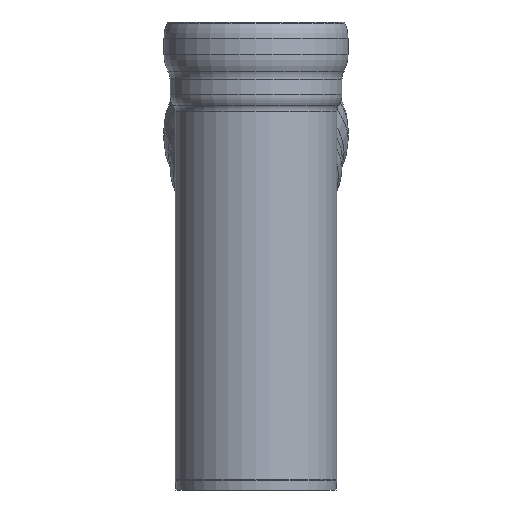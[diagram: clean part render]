
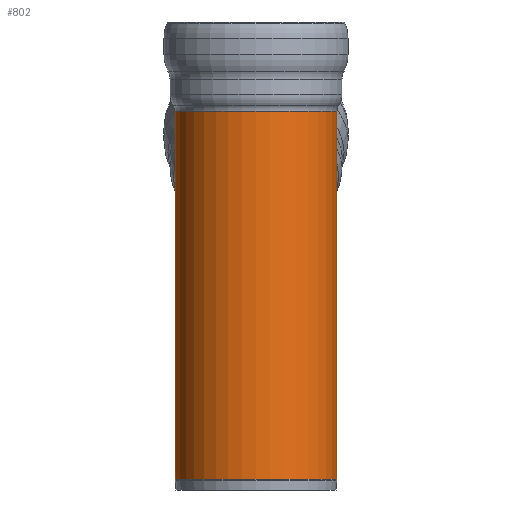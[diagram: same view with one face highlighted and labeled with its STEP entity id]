
A CAD part, left-side view. The second image highlights one B-rep face of the part: STEP entity #802.
In plain terms, the highlighted cylindrical face has radius 795 mm (diameter 1590 mm), a full revolution.
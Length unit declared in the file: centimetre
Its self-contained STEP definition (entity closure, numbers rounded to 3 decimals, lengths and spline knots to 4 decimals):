
#44=ELLIPSE('',#860,86.0502,79.5);
#45=ELLIPSE('',#861,207.7435,79.5);
#46=ELLIPSE('',#864,207.7435,79.5);
#47=ELLIPSE('',#865,86.0502,79.5);
#58=LINE('',#1363,#82);
#59=LINE('',#1369,#83);
#82=VECTOR('',#1028,79.5);
#83=VECTOR('',#1033,79.5);
#106=CYLINDRICAL_SURFACE('',#859,79.5);
#117=FACE_OUTER_BOUND('',#164,.T.);
#164=EDGE_LOOP('',(#525,#526,#527,#528,#529,#530,#531,#532,#533,#534,#535,
#536));
#215=CIRCLE('',#856,79.5);
#216=CIRCLE('',#857,79.5);
#218=CIRCLE('',#862,79.5);
#219=CIRCLE('',#863,79.5);
#307=VERTEX_POINT('',#1355);
#308=VERTEX_POINT('',#1357);
#309=VERTEX_POINT('',#1362);
#310=VERTEX_POINT('',#1364);
#311=VERTEX_POINT('',#1366);
#312=VERTEX_POINT('',#1368);
#313=VERTEX_POINT('',#1370);
#314=VERTEX_POINT('',#1373);
#391=EDGE_CURVE('',#307,#308,#215,.T.);
#392=EDGE_CURVE('',#308,#307,#216,.T.);
#394=EDGE_CURVE('',#308,#309,#58,.T.);
#395=EDGE_CURVE('',#309,#310,#44,.T.);
#396=EDGE_CURVE('',#310,#311,#45,.T.);
#397=EDGE_CURVE('',#311,#312,#59,.T.);
#398=EDGE_CURVE('',#312,#313,#218,.T.);
#399=EDGE_CURVE('',#313,#312,#219,.T.);
#400=EDGE_CURVE('',#311,#314,#46,.T.);
#401=EDGE_CURVE('',#314,#309,#47,.T.);
#525=ORIENTED_EDGE('',*,*,#391,.F.);
#526=ORIENTED_EDGE('',*,*,#392,.F.);
#527=ORIENTED_EDGE('',*,*,#394,.T.);
#528=ORIENTED_EDGE('',*,*,#395,.T.);
#529=ORIENTED_EDGE('',*,*,#396,.T.);
#530=ORIENTED_EDGE('',*,*,#397,.T.);
#531=ORIENTED_EDGE('',*,*,#398,.T.);
#532=ORIENTED_EDGE('',*,*,#399,.T.);
#533=ORIENTED_EDGE('',*,*,#397,.F.);
#534=ORIENTED_EDGE('',*,*,#400,.T.);
#535=ORIENTED_EDGE('',*,*,#401,.T.);
#536=ORIENTED_EDGE('',*,*,#394,.F.);
#802=ADVANCED_FACE('',(#117),#106,.T.);
#856=AXIS2_PLACEMENT_3D('',#1358,#1020,#1021);
#857=AXIS2_PLACEMENT_3D('',#1359,#1022,#1023);
#859=AXIS2_PLACEMENT_3D('',#1361,#1026,#1027);
#860=AXIS2_PLACEMENT_3D('',#1365,#1029,#1030);
#861=AXIS2_PLACEMENT_3D('',#1367,#1031,#1032);
#862=AXIS2_PLACEMENT_3D('',#1371,#1034,#1035);
#863=AXIS2_PLACEMENT_3D('',#1372,#1036,#1037);
#864=AXIS2_PLACEMENT_3D('',#1374,#1038,#1039);
#865=AXIS2_PLACEMENT_3D('',#1375,#1040,#1041);
#1020=DIRECTION('center_axis',(0.,0.,-1.));
#1021=DIRECTION('ref_axis',(1.,0.,0.));
#1022=DIRECTION('center_axis',(0.,0.,-1.));
#1023=DIRECTION('ref_axis',(1.,0.,0.));
#1026=DIRECTION('center_axis',(0.,0.,-1.));
#1027=DIRECTION('ref_axis',(-1.,0.,0.));
#1028=DIRECTION('',(0.,0.,1.));
#1029=DIRECTION('center_axis',(-0.383,0.,
-0.924));
#1030=DIRECTION('ref_axis',(-0.924,0.,0.383));
#1031=DIRECTION('center_axis',(-0.924,0.,
0.383));
#1032=DIRECTION('ref_axis',(-0.383,0.,-0.924));
#1033=DIRECTION('',(0.,0.,1.));
#1034=DIRECTION('center_axis',(0.,0.,-1.));
#1035=DIRECTION('ref_axis',(1.,0.,0.));
#1036=DIRECTION('center_axis',(0.,0.,-1.));
#1037=DIRECTION('ref_axis',(1.,0.,0.));
#1038=DIRECTION('center_axis',(-0.924,0.,
0.383));
#1039=DIRECTION('ref_axis',(-0.383,0.,-0.924));
#1040=DIRECTION('center_axis',(-0.383,0.,
-0.924));
#1041=DIRECTION('ref_axis',(-0.924,0.,0.383));
#1355=CARTESIAN_POINT('',(1225.5899,397.8951,-197.0634));
#1357=CARTESIAN_POINT('',(1305.0899,477.3951,-197.0634));
#1358=CARTESIAN_POINT('Origin',(1225.5899,477.3951,-197.0634));
#1359=CARTESIAN_POINT('Origin',(1225.5899,477.3951,-197.0634));
#1361=CARTESIAN_POINT('Origin',(1225.5899,477.3951,-16.3185));
#1362=CARTESIAN_POINT('',(1305.0899,477.3951,-100.43));
#1363=CARTESIAN_POINT('',(1305.0899,477.3951,-16.3185));
#1364=CARTESIAN_POINT('',(1225.5899,397.8951,-67.5));
#1365=CARTESIAN_POINT('Origin',(1225.5899,477.3951,-67.5));
#1366=CARTESIAN_POINT('',(1305.0899,477.3951,124.43));
#1367=CARTESIAN_POINT('Origin',(1225.5899,477.3951,-67.5));
#1368=CARTESIAN_POINT('',(1305.0899,477.3951,164.9723));
#1369=CARTESIAN_POINT('',(1305.0899,477.3951,-16.3185));
#1370=CARTESIAN_POINT('',(1225.5899,397.8951,164.9723));
#1371=CARTESIAN_POINT('Origin',(1225.5899,477.3951,164.9723));
#1372=CARTESIAN_POINT('Origin',(1225.5899,477.3951,164.9723));
#1373=CARTESIAN_POINT('',(1225.5899,556.8951,-67.5));
#1374=CARTESIAN_POINT('Origin',(1225.5899,477.3951,-67.5));
#1375=CARTESIAN_POINT('Origin',(1225.5899,477.3951,-67.5));
